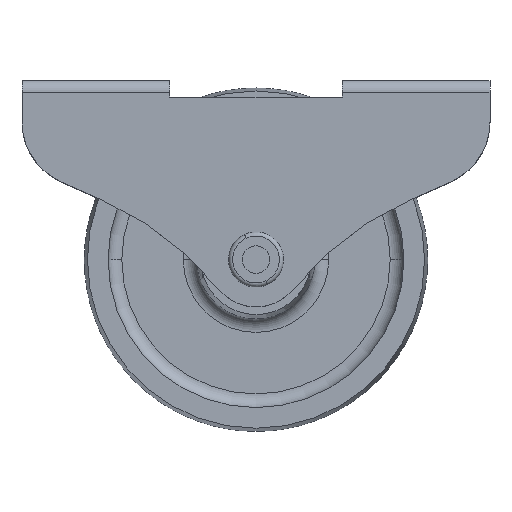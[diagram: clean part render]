
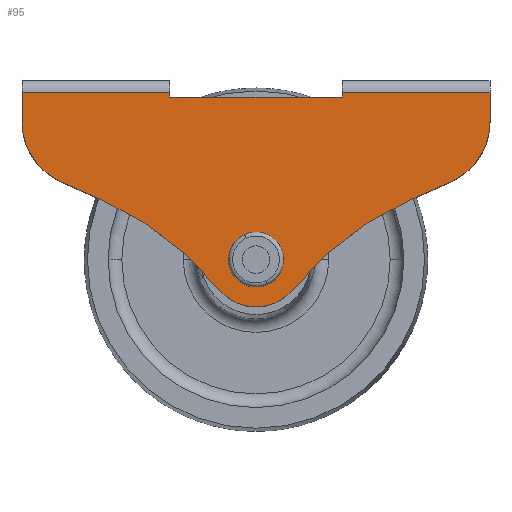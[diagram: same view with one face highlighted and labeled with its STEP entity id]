
A CAD part, top view. The second image highlights one B-rep face of the part: STEP entity #95.
In plain terms, the highlighted planar face has unit normal (0, 0, 1).
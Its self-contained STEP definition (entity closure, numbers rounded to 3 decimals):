
#95=ADVANCED_FACE('',(#194,#195),#196,.T.);
#194=FACE_OUTER_BOUND('',#401,.T.);
#195=FACE_BOUND('',#402,.T.);
#196=PLANE('',#403);
#401=EDGE_LOOP('',(#628,#629,#630,#631,#632,#633,#634,#635,#636,#637,#638,#639,#640,#641));
#402=EDGE_LOOP('',(#642,#643));
#403=AXIS2_PLACEMENT_3D('',#644,#645,#646);
#628=ORIENTED_EDGE('',*,*,#1362,.T.);
#629=ORIENTED_EDGE('',*,*,#1363,.T.);
#630=ORIENTED_EDGE('',*,*,#1364,.T.);
#631=ORIENTED_EDGE('',*,*,#1365,.T.);
#632=ORIENTED_EDGE('',*,*,#1366,.F.);
#633=ORIENTED_EDGE('',*,*,#1367,.F.);
#634=ORIENTED_EDGE('',*,*,#1368,.F.);
#635=ORIENTED_EDGE('',*,*,#1369,.T.);
#636=ORIENTED_EDGE('',*,*,#1370,.T.);
#637=ORIENTED_EDGE('',*,*,#1371,.T.);
#638=ORIENTED_EDGE('',*,*,#1372,.T.);
#639=ORIENTED_EDGE('',*,*,#1373,.T.);
#640=ORIENTED_EDGE('',*,*,#1374,.T.);
#641=ORIENTED_EDGE('',*,*,#1375,.T.);
#642=ORIENTED_EDGE('',*,*,#1376,.F.);
#643=ORIENTED_EDGE('',*,*,#1348,.F.);
#644=CARTESIAN_POINT('',(0.0,10.592,12.5));
#645=DIRECTION('',(0.0,0.,1.0));
#646=DIRECTION('',(0.0,-1.0,0.));
#1348=EDGE_CURVE('',#1581,#1583,#1584,.T.);
#1362=EDGE_CURVE('',#1610,#1611,#1612,.T.);
#1363=EDGE_CURVE('',#1611,#1613,#1614,.T.);
#1364=EDGE_CURVE('',#1613,#1615,#1616,.T.);
#1365=EDGE_CURVE('',#1615,#1617,#1618,.T.);
#1366=EDGE_CURVE('',#1619,#1617,#1620,.T.);
#1367=EDGE_CURVE('',#1621,#1619,#1622,.T.);
#1368=EDGE_CURVE('',#1623,#1621,#1624,.T.);
#1369=EDGE_CURVE('',#1623,#1625,#1626,.T.);
#1370=EDGE_CURVE('',#1625,#1627,#1628,.T.);
#1371=EDGE_CURVE('',#1627,#1629,#1630,.T.);
#1372=EDGE_CURVE('',#1629,#1631,#1632,.T.);
#1373=EDGE_CURVE('',#1631,#1633,#1634,.T.);
#1374=EDGE_CURVE('',#1633,#1635,#1636,.T.);
#1375=EDGE_CURVE('',#1635,#1610,#1637,.T.);
#1376=EDGE_CURVE('',#1583,#1581,#1638,.T.);
#1581=VERTEX_POINT('',#1964);
#1583=VERTEX_POINT('',#1967);
#1584=CIRCLE('',#1968,3.0);
#1610=VERTEX_POINT('',#2001);
#1611=VERTEX_POINT('',#2002);
#1612=LINE('',#2003,#2004);
#1613=VERTEX_POINT('',#2005);
#1614=CIRCLE('',#2006,9.5);
#1615=VERTEX_POINT('',#2007);
#1616=LINE('',#2008,#2009);
#1617=VERTEX_POINT('',#2010);
#1618=LINE('',#2011,#2012);
#1619=VERTEX_POINT('',#2013);
#1620=LINE('',#2014,#2015);
#1621=VERTEX_POINT('',#2016);
#1622=LINE('',#2017,#2018);
#1623=VERTEX_POINT('',#2019);
#1624=LINE('',#2020,#2021);
#1625=VERTEX_POINT('',#2022);
#1626=LINE('',#2023,#2024);
#1627=VERTEX_POINT('',#2025);
#1628=LINE('',#2026,#2027);
#1629=VERTEX_POINT('',#2028);
#1630=CIRCLE('',#2029,9.5);
#1631=VERTEX_POINT('',#2030);
#1632=LINE('',#2031,#2032);
#1633=VERTEX_POINT('',#2033);
#1634=CIRCLE('',#2034,46.0);
#1635=VERTEX_POINT('',#2035);
#1636=CIRCLE('',#2036,7.);
#1637=CIRCLE('',#2037,46.0);
#1638=CIRCLE('',#2038,3.0);
#1964=CARTESIAN_POINT('',(-3.0,-26.008,12.5));
#1967=CARTESIAN_POINT('',(3.0,-26.008,12.5));
#1968=AXIS2_PLACEMENT_3D('',#2448,#2449,#2450);
#2001=CARTESIAN_POINT('',(22.402,-17.333,12.5));
#2002=CARTESIAN_POINT('',(28.364,-14.679,12.5));
#2003=CARTESIAN_POINT('',(28.364,-14.679,12.5));
#2004=VECTOR('',#2476,1000.0);
#2005=CARTESIAN_POINT('',(34.0,-6.,12.5));
#2006=AXIS2_PLACEMENT_3D('',#2477,#2478,#2479);
#2007=CARTESIAN_POINT('',(34.0,-1.7,12.5));
#2008=CARTESIAN_POINT('',(34.0,54.092,12.5));
#2009=VECTOR('',#2480,1000.0);
#2010=CARTESIAN_POINT('',(12.5,-1.7,12.5));
#2011=CARTESIAN_POINT('',(0.0,-1.7,12.5));
#2012=VECTOR('',#2481,1000.0);
#2013=CARTESIAN_POINT('',(12.5,-2.398,12.5));
#2014=CARTESIAN_POINT('',(12.5,6.616,12.5));
#2015=VECTOR('',#2482,1000.0);
#2016=CARTESIAN_POINT('',(-12.5,-2.398,12.5));
#2017=CARTESIAN_POINT('',(-12.5,-2.398,12.5));
#2018=VECTOR('',#2483,1000.0);
#2019=CARTESIAN_POINT('',(-12.5,-1.7,12.5));
#2020=CARTESIAN_POINT('',(-12.5,6.616,12.5));
#2021=VECTOR('',#2484,1000.0);
#2022=CARTESIAN_POINT('',(-34.0,-1.7,12.5));
#2023=CARTESIAN_POINT('',(0.0,-1.7,12.5));
#2024=VECTOR('',#2485,1000.0);
#2025=CARTESIAN_POINT('',(-34.0,-6.0,12.5));
#2026=CARTESIAN_POINT('',(-34.0,54.092,12.5));
#2027=VECTOR('',#2486,1000.0);
#2028=CARTESIAN_POINT('',(-28.364,-14.679,12.5));
#2029=AXIS2_PLACEMENT_3D('',#2487,#2488,#2489);
#2030=CARTESIAN_POINT('',(-22.402,-17.333,12.5));
#2031=CARTESIAN_POINT('',(-28.364,-14.679,12.5));
#2032=VECTOR('',#2490,1000.0);
#2033=CARTESIAN_POINT('',(-5.43,-30.325,12.5));
#2034=AXIS2_PLACEMENT_3D('',#2491,#2492,#2493);
#2035=CARTESIAN_POINT('',(5.43,-30.325,12.5));
#2036=AXIS2_PLACEMENT_3D('',#2494,#2495,#2496);
#2037=AXIS2_PLACEMENT_3D('',#2497,#2498,#2499);
#2038=AXIS2_PLACEMENT_3D('',#2500,#2501,#2502);
#2448=CARTESIAN_POINT('',(0.,-26.008,12.5));
#2449=DIRECTION('',(0.0,0.0,1.0));
#2450=DIRECTION('',(1.0,0.0,0.0));
#2476=DIRECTION('',(0.914,0.407,-0.0));
#2477=CARTESIAN_POINT('',(24.5,-6.,12.5));
#2478=DIRECTION('',(0.0,0.0,1.0));
#2479=DIRECTION('',(-1.0,0.0,0.0));
#2480=DIRECTION('',(0.,1.0,0.));
#2481=DIRECTION('',(-1.0,-0.0,0.0));
#2482=DIRECTION('',(0.,1.0,-0.0));
#2483=DIRECTION('',(1.0,0.0,0.0));
#2484=DIRECTION('',(0.,-1.0,0.0));
#2485=DIRECTION('',(-1.0,-0.0,0.0));
#2486=DIRECTION('',(0.,-1.0,0.));
#2487=CARTESIAN_POINT('',(-24.5,-6.0,12.5));
#2488=DIRECTION('',(0.0,0.0,1.0));
#2489=DIRECTION('',(1.0,0.0,0.0));
#2490=DIRECTION('',(0.914,-0.407,0.0));
#2491=CARTESIAN_POINT('',(-41.112,-59.356,12.5));
#2492=DIRECTION('',(0.0,0.0,-1.0));
#2493=DIRECTION('',(-1.0,0.0,0.0));
#2494=CARTESIAN_POINT('',(0.,-25.908,12.5));
#2495=DIRECTION('',(0.0,0.0,1.0));
#2496=DIRECTION('',(1.0,0.0,0.0));
#2497=CARTESIAN_POINT('',(41.112,-59.356,12.5));
#2498=DIRECTION('',(0.0,0.0,-1.0));
#2499=DIRECTION('',(1.0,0.0,0.0));
#2500=CARTESIAN_POINT('',(0.,-26.008,12.5));
#2501=DIRECTION('',(0.0,0.0,1.0));
#2502=DIRECTION('',(1.0,0.0,0.0));
